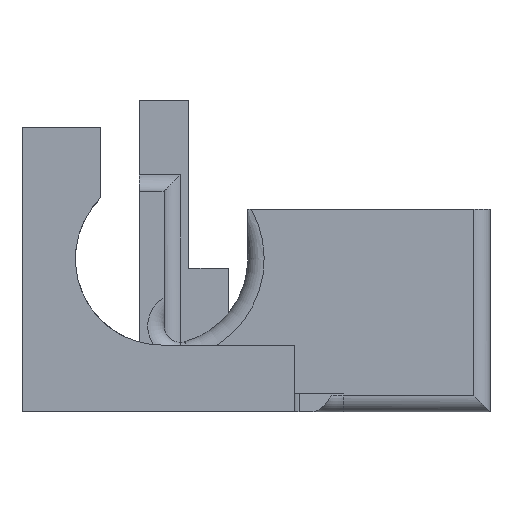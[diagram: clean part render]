
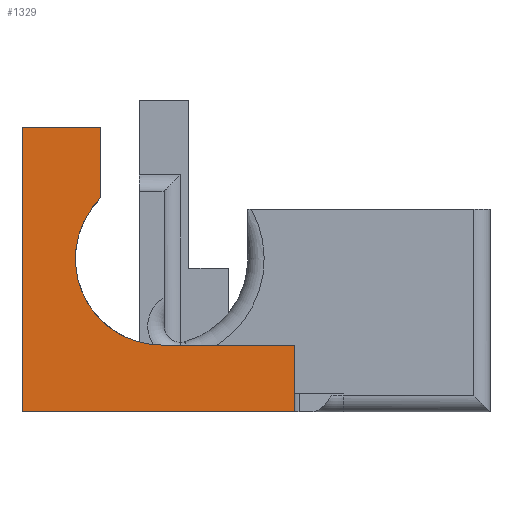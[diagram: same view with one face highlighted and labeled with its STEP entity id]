
A CAD part, left-side view. The second image highlights one B-rep face of the part: STEP entity #1329.
In plain terms, the highlighted planar face has unit normal (-1, 0, 0).
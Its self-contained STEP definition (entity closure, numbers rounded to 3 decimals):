
#8 = VECTOR ( 'NONE', #1482, 1000. ) ;
#112 = CARTESIAN_POINT ( 'NONE',  ( -37.1, -43.929, -2.875 ) ) ;
#127 = VERTEX_POINT ( 'NONE', #1907 ) ;
#282 = VERTEX_POINT ( 'NONE', #1257 ) ;
#320 = CARTESIAN_POINT ( 'NONE',  ( -37.1, -20.304, 15.05 ) ) ;
#367 = CARTESIAN_POINT ( 'NONE',  ( -37.1, -20.304, 15.05 ) ) ;
#386 = DIRECTION ( 'NONE',  ( 0., 1., 0. ) ) ;
#488 = AXIS2_PLACEMENT_3D ( 'NONE', #761, #2998, #2621 ) ;
#568 = LINE ( 'NONE', #4744, #2235 ) ;
#625 = ORIENTED_EDGE ( 'NONE', *, *, #2207, .F. ) ;
#676 = VECTOR ( 'NONE', #1839, 1000. ) ;
#677 = ORIENTED_EDGE ( 'NONE', *, *, #2692, .F. ) ;
#758 = DIRECTION ( 'NONE',  ( 0., 1., 0. ) ) ;
#761 = CARTESIAN_POINT ( 'NONE',  ( -37.1, -36.504, 4.55 ) ) ;
#848 = VERTEX_POINT ( 'NONE', #2005 ) ;
#1029 = ORIENTED_EDGE ( 'NONE', *, *, #2665, .F. ) ;
#1073 = VERTEX_POINT ( 'NONE', #112 ) ;
#1249 = CARTESIAN_POINT ( 'NONE',  ( -37.1, -53.5, 23.2 ) ) ;
#1257 = CARTESIAN_POINT ( 'NONE',  ( -37.1, -53.5, -11.5 ) ) ;
#1267 = DIRECTION ( 'NONE',  ( 0., 0., -1. ) ) ;
#1329 = ADVANCED_FACE ( 'NONE', ( #2034 ), #4455, .F. ) ;
#1482 = DIRECTION ( 'NONE',  ( 0., 0., 1. ) ) ;
#1625 = LINE ( 'NONE', #4122, #3138 ) ;
#1704 = ORIENTED_EDGE ( 'NONE', *, *, #1947, .F. ) ;
#1736 = VERTEX_POINT ( 'NONE', #3886 ) ;
#1741 = VERTEX_POINT ( 'NONE', #2264 ) ;
#1788 = CIRCLE ( 'NONE', #3052, 10.5 ) ;
#1803 = LINE ( 'NONE', #1249, #4585 ) ;
#1839 = DIRECTION ( 'NONE',  ( 0., -1., 0. ) ) ;
#1907 = CARTESIAN_POINT ( 'NONE',  ( -37.1, -53.5, 23.2 ) ) ;
#1947 = EDGE_CURVE ( 'NONE', #127, #282, #1803, .T. ) ;
#2005 = CARTESIAN_POINT ( 'NONE',  ( -37.1, -20.304, 15.05 ) ) ;
#2034 = FACE_OUTER_BOUND ( 'NONE', #4785, .T. ) ;
#2069 = DIRECTION ( 'NONE',  ( 0., 0., 1. ) ) ;
#2207 = EDGE_CURVE ( 'NONE', #1741, #1073, #568, .T. ) ;
#2235 = VECTOR ( 'NONE', #2506, 1000. ) ;
#2238 = ORIENTED_EDGE ( 'NONE', *, *, #2764, .F. ) ;
#2264 = CARTESIAN_POINT ( 'NONE',  ( -37.1, -43.929, -11.5 ) ) ;
#2447 = CARTESIAN_POINT ( 'NONE',  ( -37.1, -20.304, 23.2 ) ) ;
#2506 = DIRECTION ( 'NONE',  ( 0., 0., 1. ) ) ;
#2621 = DIRECTION ( 'NONE',  ( 0., 0., 1. ) ) ;
#2665 = EDGE_CURVE ( 'NONE', #848, #4517, #4755, .T. ) ;
#2692 = EDGE_CURVE ( 'NONE', #4517, #127, #3939, .T. ) ;
#2761 = CARTESIAN_POINT ( 'NONE',  ( -37.1, -36.504, 4.55 ) ) ;
#2764 = EDGE_CURVE ( 'NONE', #1736, #848, #3241, .T. ) ;
#2868 = ORIENTED_EDGE ( 'NONE', *, *, #4017, .F. ) ;
#2916 = ORIENTED_EDGE ( 'NONE', *, *, #3742, .F. ) ;
#2998 = DIRECTION ( 'NONE',  ( 1., 0., 0. ) ) ;
#3052 = AXIS2_PLACEMENT_3D ( 'NONE', #2761, #4537, #2069 ) ;
#3138 = VECTOR ( 'NONE', #386, 1000. ) ;
#3241 = LINE ( 'NONE', #367, #3303 ) ;
#3303 = VECTOR ( 'NONE', #758, 1000. ) ;
#3318 = CARTESIAN_POINT ( 'NONE',  ( -37.1, -20.304, 23.2 ) ) ;
#3742 = EDGE_CURVE ( 'NONE', #1073, #1736, #1788, .T. ) ;
#3886 = CARTESIAN_POINT ( 'NONE',  ( -37.1, -36.504, 15.05 ) ) ;
#3939 = LINE ( 'NONE', #3318, #676 ) ;
#4017 = EDGE_CURVE ( 'NONE', #282, #1741, #1625, .T. ) ;
#4122 = CARTESIAN_POINT ( 'NONE',  ( -37.1, -51.604, -11.5 ) ) ;
#4455 = PLANE ( 'NONE',  #488 ) ;
#4517 = VERTEX_POINT ( 'NONE', #2447 ) ;
#4537 = DIRECTION ( 'NONE',  ( -1., 0., 0. ) ) ;
#4585 = VECTOR ( 'NONE', #1267, 1000. ) ;
#4744 = CARTESIAN_POINT ( 'NONE',  ( -37.1, -43.929, -2.875 ) ) ;
#4755 = LINE ( 'NONE', #320, #8 ) ;
#4785 = EDGE_LOOP ( 'NONE', ( #677, #1029, #2238, #2916, #625, #2868, #1704 ) ) ;
